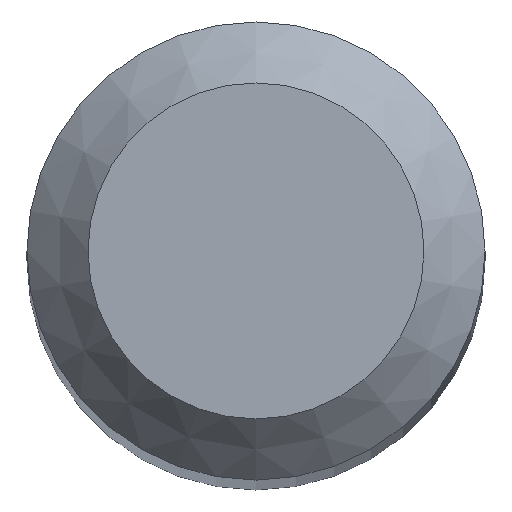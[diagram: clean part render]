
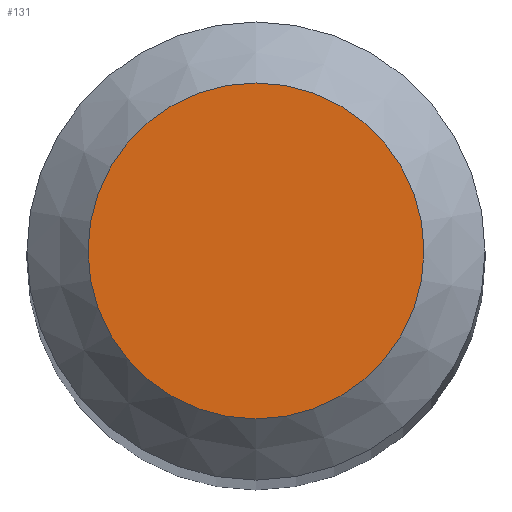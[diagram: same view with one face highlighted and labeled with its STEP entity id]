
A CAD part, top view. The second image highlights one B-rep face of the part: STEP entity #131.
In plain terms, the highlighted planar face has unit normal (0, 0, 1).
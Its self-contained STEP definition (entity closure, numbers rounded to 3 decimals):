
#13 = CARTESIAN_POINT ( 'NONE',  ( 0., 0., 30. ) ) ;
#36 = AXIS2_PLACEMENT_3D ( 'NONE', #150, #162, #128 ) ;
#57 = EDGE_LOOP ( 'NONE', ( #105 ) ) ;
#62 = PLANE ( 'NONE',  #214 ) ;
#81 = FACE_OUTER_BOUND ( 'NONE', #57, .T. ) ;
#99 = VERTEX_POINT ( 'NONE', #213 ) ;
#105 = ORIENTED_EDGE ( 'NONE', *, *, #127, .F. ) ;
#110 = DIRECTION ( 'NONE',  ( 0., 0., -1. ) ) ;
#127 = EDGE_CURVE ( 'NONE', #99, #99, #182, .T. ) ;
#128 = DIRECTION ( 'NONE',  ( 0., 1., 0. ) ) ;
#131 = ADVANCED_FACE ( 'NONE', ( #81 ), #62, .F. ) ;
#150 = CARTESIAN_POINT ( 'NONE',  ( 0., 0., 30. ) ) ;
#152 = DIRECTION ( 'NONE',  ( 0., 1., 0. ) ) ;
#162 = DIRECTION ( 'NONE',  ( 0., 0., -1. ) ) ;
#182 = CIRCLE ( 'NONE', #36, 0.55 ) ;
#213 = CARTESIAN_POINT ( 'NONE',  ( 0., 0.55, 30. ) ) ;
#214 = AXIS2_PLACEMENT_3D ( 'NONE', #13, #110, #152 ) ;
